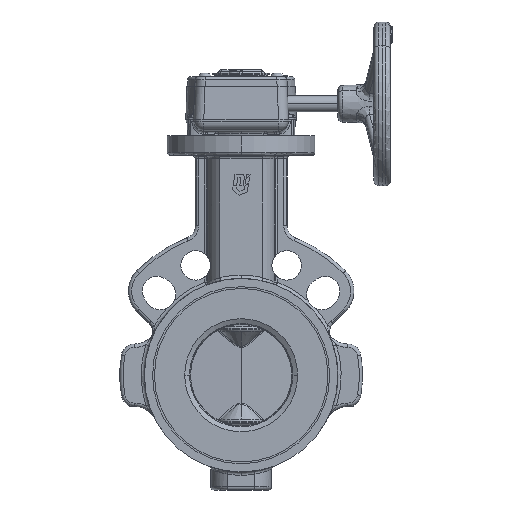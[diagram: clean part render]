
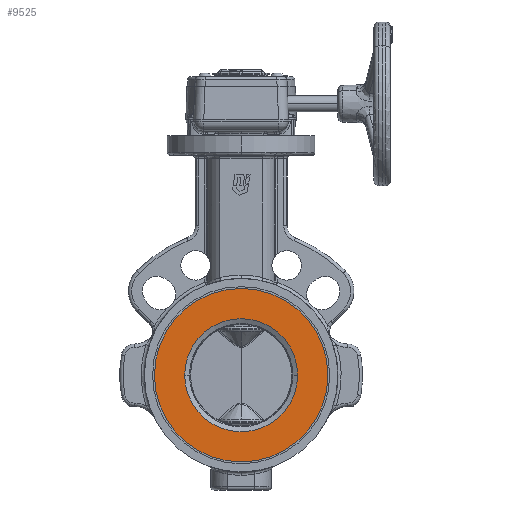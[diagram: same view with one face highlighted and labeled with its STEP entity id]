
A CAD part, left-side view. The second image highlights one B-rep face of the part: STEP entity #9525.
In plain terms, the highlighted planar face has unit normal (-1, 0, 0).
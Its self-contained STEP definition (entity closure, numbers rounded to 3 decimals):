
#6931=CARTESIAN_POINT('',(-23.1,-52.9,0.));
#6932=VERTEX_POINT('',#6931);
#6933=CARTESIAN_POINT('',(-23.1,52.9,-0.));
#6934=VERTEX_POINT('',#6933);
#6935=CARTESIAN_POINT('',(-23.1,-0.,0.));
#6936=DIRECTION('',(1.,-0.,0.));
#6937=DIRECTION('',(-0.,-1.,0.));
#6938=AXIS2_PLACEMENT_3D('',#6935,#6936,#6937);
#6939=CIRCLE('',#6938,52.9);
#6940=EDGE_CURVE('NONE',#6932,#6934,#6939,.T.);
#7173=CARTESIAN_POINT('',(-23.1,34.464,0.));
#7174=VERTEX_POINT('',#7173);
#7181=CARTESIAN_POINT('',(-23.1,-34.464,-0.));
#7182=VERTEX_POINT('',#7181);
#7183=CARTESIAN_POINT('',(-23.1,-0.,0.));
#7184=DIRECTION('',(1.,-0.,-0.));
#7185=DIRECTION('',(-0.,-1.,0.));
#7186=AXIS2_PLACEMENT_3D('',#7183,#7184,#7185);
#7187=CIRCLE('',#7186,34.464);
#7188=EDGE_CURVE('NONE',#7182,#7174,#7187,.T.);
#9355=CARTESIAN_POINT('',(-23.1,-0.,0.));
#9356=DIRECTION('',(1.,-0.,-0.));
#9357=DIRECTION('',(-0.,-1.,0.));
#9358=AXIS2_PLACEMENT_3D('',#9355,#9356,#9357);
#9359=CIRCLE('',#9358,34.464);
#9360=EDGE_CURVE('NONE',#7174,#7182,#9359,.T.);
#9456=CARTESIAN_POINT('',(-23.1,-0.,0.));
#9457=DIRECTION('',(1.,-0.,0.));
#9458=DIRECTION('',(-0.,-1.,0.));
#9459=AXIS2_PLACEMENT_3D('',#9456,#9457,#9458);
#9460=CIRCLE('',#9459,52.9);
#9461=EDGE_CURVE('NONE',#6934,#6932,#9460,.T.);
#9512=CARTESIAN_POINT('',(-23.1,-43.682,0.));
#9513=DIRECTION('',(-1.,0.,0.));
#9514=DIRECTION('',(0.,0.,-1.));
#9515=AXIS2_PLACEMENT_3D('',#9512,#9513,#9514);
#9516=PLANE('',#9515);
#9517=ORIENTED_EDGE('',*,*,#6940,.F.);
#9518=ORIENTED_EDGE('',*,*,#9461,.F.);
#9519=EDGE_LOOP('',(#9517,#9518));
#9520=FACE_BOUND('',#9519,.T.);
#9521=ORIENTED_EDGE('',*,*,#7188,.T.);
#9522=ORIENTED_EDGE('',*,*,#9360,.T.);
#9523=EDGE_LOOP('',(#9521,#9522));
#9524=FACE_BOUND('',#9523,.T.);
#9525=ADVANCED_FACE('NONE',(#9520,#9524),#9516,.T.);
